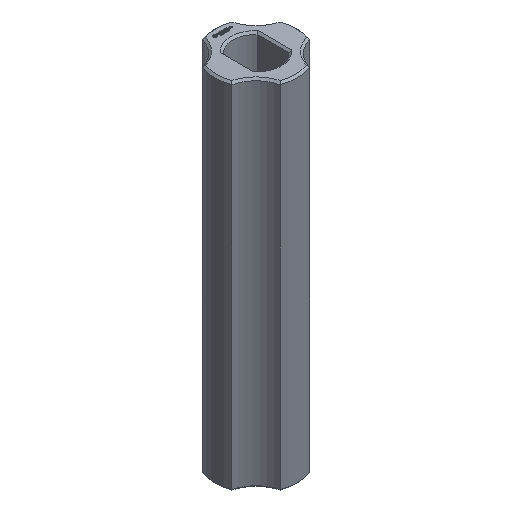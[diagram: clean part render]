
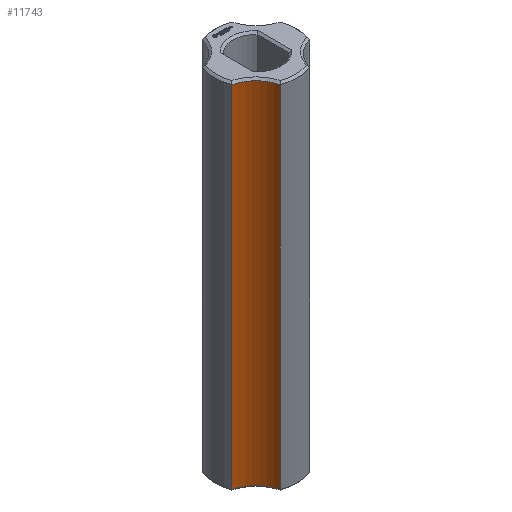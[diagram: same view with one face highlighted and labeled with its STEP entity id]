
A CAD part, isometric view. The second image highlights one B-rep face of the part: STEP entity #11743.
In plain terms, the highlighted cylindrical face has radius 5 mm (diameter 10 mm), a partial arc.
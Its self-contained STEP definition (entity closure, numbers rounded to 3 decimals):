
#189 = CYLINDRICAL_SURFACE('',#190,6.25);
#190 = AXIS2_PLACEMENT_3D('',#191,#192,#193);
#191 = CARTESIAN_POINT('',(0.,0.,0.));
#192 = DIRECTION('',(-0.,-0.,-1.));
#193 = DIRECTION('',(1.,0.,0.));
#625 = EDGE_CURVE('',#626,#628,#630,.T.);
#626 = VERTEX_POINT('',#627);
#627 = CARTESIAN_POINT('',(-2.225,-5.841,0.3));
#628 = VERTEX_POINT('',#629);
#629 = CARTESIAN_POINT('',(-2.225,-5.841,52.825));
#630 = SURFACE_CURVE('',#631,(#635,#642),.PCURVE_S1.);
#631 = LINE('',#632,#633);
#632 = CARTESIAN_POINT('',(-2.225,-5.841,0.));
#633 = VECTOR('',#634,1.);
#634 = DIRECTION('',(0.,0.,1.));
#635 = PCURVE('',#189,#636);
#636 = DEFINITIONAL_REPRESENTATION('',(#637),#641);
#637 = LINE('',#638,#639);
#638 = CARTESIAN_POINT('',(-4.348,0.));
#639 = VECTOR('',#640,1.);
#640 = DIRECTION('',(-0.,-1.));
#641 = ( GEOMETRIC_REPRESENTATION_CONTEXT(2) 
PARAMETRIC_REPRESENTATION_CONTEXT() REPRESENTATION_CONTEXT('2D SPACE',''
  ) );
#642 = PCURVE('',#643,#648);
#643 = CYLINDRICAL_SURFACE('',#644,5.);
#644 = AXIS2_PLACEMENT_3D('',#645,#646,#647);
#645 = CARTESIAN_POINT('',(-7.071,-7.071,0.));
#646 = DIRECTION('',(-0.,-0.,-1.));
#647 = DIRECTION('',(1.,0.,0.));
#648 = DEFINITIONAL_REPRESENTATION('',(#649),#653);
#649 = LINE('',#650,#651);
#650 = CARTESIAN_POINT('',(-0.249,0.));
#651 = VECTOR('',#652,1.);
#652 = DIRECTION('',(-0.,-1.));
#653 = ( GEOMETRIC_REPRESENTATION_CONTEXT(2) 
PARAMETRIC_REPRESENTATION_CONTEXT() REPRESENTATION_CONTEXT('2D SPACE',''
  ) );
#832 = CONICAL_SURFACE('',#833,5.,0.785);
#833 = AXIS2_PLACEMENT_3D('',#834,#835,#836);
#834 = CARTESIAN_POINT('',(-7.071,-7.071,0.3));
#835 = DIRECTION('',(-0.,-0.,-1.));
#836 = DIRECTION('',(0.969,0.246,0.));
#1149 = CONICAL_SURFACE('',#1150,5.,0.785);
#1150 = AXIS2_PLACEMENT_3D('',#1151,#1152,#1153);
#1151 = CARTESIAN_POINT('',(-7.071,-7.071,52.825));
#1152 = DIRECTION('',(0.,0.,1.));
#1153 = DIRECTION('',(0.969,0.246,0.));
#11743 = ADVANCED_FACE('',(#11744),#643,.F.);
#11744 = FACE_BOUND('',#11745,.T.);
#11745 = EDGE_LOOP('',(#11746,#11747,#11771,#11799));
#11746 = ORIENTED_EDGE('',*,*,#625,.T.);
#11747 = ORIENTED_EDGE('',*,*,#11748,.T.);
#11748 = EDGE_CURVE('',#628,#11749,#11751,.T.);
#11749 = VERTEX_POINT('',#11750);
#11750 = CARTESIAN_POINT('',(-5.841,-2.225,52.825));
#11751 = SURFACE_CURVE('',#11752,(#11757,#11764),.PCURVE_S1.);
#11752 = CIRCLE('',#11753,5.);
#11753 = AXIS2_PLACEMENT_3D('',#11754,#11755,#11756);
#11754 = CARTESIAN_POINT('',(-7.071,-7.071,52.825));
#11755 = DIRECTION('',(0.,-0.,1.));
#11756 = DIRECTION('',(0.969,0.246,0.));
#11757 = PCURVE('',#643,#11758);
#11758 = DEFINITIONAL_REPRESENTATION('',(#11759),#11763);
#11759 = LINE('',#11760,#11761);
#11760 = CARTESIAN_POINT('',(-0.249,-52.825));
#11761 = VECTOR('',#11762,1.);
#11762 = DIRECTION('',(-1.,0.));
#11763 = ( GEOMETRIC_REPRESENTATION_CONTEXT(2) 
PARAMETRIC_REPRESENTATION_CONTEXT() REPRESENTATION_CONTEXT('2D SPACE',''
  ) );
#11764 = PCURVE('',#1149,#11765);
#11765 = DEFINITIONAL_REPRESENTATION('',(#11766),#11770);
#11766 = LINE('',#11767,#11768);
#11767 = CARTESIAN_POINT('',(0.,0.));
#11768 = VECTOR('',#11769,1.);
#11769 = DIRECTION('',(1.,0.));
#11770 = ( GEOMETRIC_REPRESENTATION_CONTEXT(2) 
PARAMETRIC_REPRESENTATION_CONTEXT() REPRESENTATION_CONTEXT('2D SPACE',''
  ) );
#11771 = ORIENTED_EDGE('',*,*,#11772,.F.);
#11772 = EDGE_CURVE('',#11773,#11749,#11775,.T.);
#11773 = VERTEX_POINT('',#11774);
#11774 = CARTESIAN_POINT('',(-5.841,-2.225,0.3));
#11775 = SURFACE_CURVE('',#11776,(#11780,#11787),.PCURVE_S1.);
#11776 = LINE('',#11777,#11778);
#11777 = CARTESIAN_POINT('',(-5.841,-2.225,0.));
#11778 = VECTOR('',#11779,1.);
#11779 = DIRECTION('',(0.,0.,1.));
#11780 = PCURVE('',#643,#11781);
#11781 = DEFINITIONAL_REPRESENTATION('',(#11782),#11786);
#11782 = LINE('',#11783,#11784);
#11783 = CARTESIAN_POINT('',(-1.322,0.));
#11784 = VECTOR('',#11785,1.);
#11785 = DIRECTION('',(-0.,-1.));
#11786 = ( GEOMETRIC_REPRESENTATION_CONTEXT(2) 
PARAMETRIC_REPRESENTATION_CONTEXT() REPRESENTATION_CONTEXT('2D SPACE',''
  ) );
#11787 = PCURVE('',#11788,#11793);
#11788 = CYLINDRICAL_SURFACE('',#11789,6.25);
#11789 = AXIS2_PLACEMENT_3D('',#11790,#11791,#11792);
#11790 = CARTESIAN_POINT('',(0.,0.,0.));
#11791 = DIRECTION('',(-0.,-0.,-1.));
#11792 = DIRECTION('',(1.,0.,0.));
#11793 = DEFINITIONAL_REPRESENTATION('',(#11794),#11798);
#11794 = LINE('',#11795,#11796);
#11795 = CARTESIAN_POINT('',(-3.506,0.));
#11796 = VECTOR('',#11797,1.);
#11797 = DIRECTION('',(-0.,-1.));
#11798 = ( GEOMETRIC_REPRESENTATION_CONTEXT(2) 
PARAMETRIC_REPRESENTATION_CONTEXT() REPRESENTATION_CONTEXT('2D SPACE',''
  ) );
#11799 = ORIENTED_EDGE('',*,*,#11800,.F.);
#11800 = EDGE_CURVE('',#626,#11773,#11801,.T.);
#11801 = SURFACE_CURVE('',#11802,(#11807,#11814),.PCURVE_S1.);
#11802 = CIRCLE('',#11803,5.);
#11803 = AXIS2_PLACEMENT_3D('',#11804,#11805,#11806);
#11804 = CARTESIAN_POINT('',(-7.071,-7.071,0.3));
#11805 = DIRECTION('',(0.,-0.,1.));
#11806 = DIRECTION('',(0.969,0.246,0.));
#11807 = PCURVE('',#643,#11808);
#11808 = DEFINITIONAL_REPRESENTATION('',(#11809),#11813);
#11809 = LINE('',#11810,#11811);
#11810 = CARTESIAN_POINT('',(-0.249,-0.3));
#11811 = VECTOR('',#11812,1.);
#11812 = DIRECTION('',(-1.,0.));
#11813 = ( GEOMETRIC_REPRESENTATION_CONTEXT(2) 
PARAMETRIC_REPRESENTATION_CONTEXT() REPRESENTATION_CONTEXT('2D SPACE',''
  ) );
#11814 = PCURVE('',#832,#11815);
#11815 = DEFINITIONAL_REPRESENTATION('',(#11816),#11820);
#11816 = LINE('',#11817,#11818);
#11817 = CARTESIAN_POINT('',(-0.,0.));
#11818 = VECTOR('',#11819,1.);
#11819 = DIRECTION('',(-1.,0.));
#11820 = ( GEOMETRIC_REPRESENTATION_CONTEXT(2) 
PARAMETRIC_REPRESENTATION_CONTEXT() REPRESENTATION_CONTEXT('2D SPACE',''
  ) );
